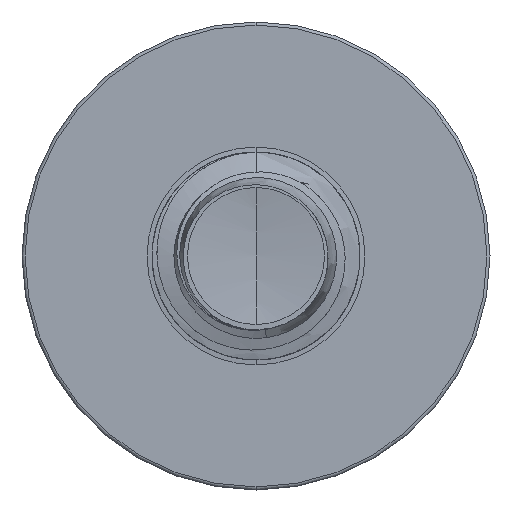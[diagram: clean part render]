
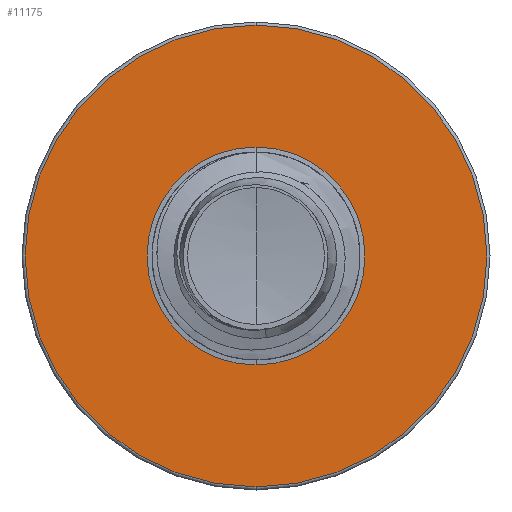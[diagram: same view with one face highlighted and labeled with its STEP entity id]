
A CAD part, front view. The second image highlights one B-rep face of the part: STEP entity #11175.
In plain terms, the highlighted planar face has unit normal (0, -1, 0).
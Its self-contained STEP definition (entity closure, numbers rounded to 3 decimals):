
#150 = CARTESIAN_POINT ( 'NONE',  ( 0., 27.5, 8.88 ) ) ;
#387 = AXIS2_PLACEMENT_3D ( 'NONE', #17337, #35482, #19948 ) ;
#2731 = ORIENTED_EDGE ( 'NONE', *, *, #24772, .F. ) ;
#2864 = ORIENTED_EDGE ( 'NONE', *, *, #30220, .F. ) ;
#3036 = ORIENTED_EDGE ( 'NONE', *, *, #30175, .T. ) ;
#3211 = ORIENTED_EDGE ( 'NONE', *, *, #21097, .T. ) ;
#4269 = CIRCLE ( 'NONE', #26763, 8.88 ) ;
#5116 = CARTESIAN_POINT ( 'NONE',  ( 0., 27.5, 0. ) ) ;
#5406 = VERTEX_POINT ( 'NONE', #14860 ) ;
#5503 = CARTESIAN_POINT ( 'NONE',  ( 0., 27.5, -4.192 ) ) ;
#5539 = CARTESIAN_POINT ( 'NONE',  ( 0., 27.5, -4.192 ) ) ;
#5953 = CIRCLE ( 'NONE', #387, 8.88 ) ;
#6148 = AXIS2_PLACEMENT_3D ( 'NONE', #5116, #24686, #8425 ) ;
#7682 = VERTEX_POINT ( 'NONE', #5503 ) ;
#8227 = CARTESIAN_POINT ( 'NONE',  ( 0., 27.5, 0. ) ) ;
#8425 = DIRECTION ( 'NONE',  ( 0., 0., 1. ) ) ;
#8799 = DIRECTION ( 'NONE',  ( 0., 0., 1. ) ) ;
#9151 = CARTESIAN_POINT ( 'NONE',  ( 0., 27.5, 4.192 ) ) ;
#10852 = FACE_BOUND ( 'NONE', #11832, .T. ) ;
#11175 = ADVANCED_FACE ( 'NONE', ( #25075, #10852 ), #14447, .F. ) ;
#11180 = DIRECTION ( 'NONE',  ( 0., 0., 1. ) ) ;
#11832 = EDGE_LOOP ( 'NONE', ( #3036, #3211 ) ) ;
#12674 = AXIS2_PLACEMENT_3D ( 'NONE', #5539, #25006, #8799 ) ;
#14447 = PLANE ( 'NONE',  #12674 ) ;
#14860 = CARTESIAN_POINT ( 'NONE',  ( 0., 27.5, -8.88 ) ) ;
#16825 = DIRECTION ( 'NONE',  ( 0., 1., 0. ) ) ;
#17337 = CARTESIAN_POINT ( 'NONE',  ( 0., 27.5, 0. ) ) ;
#17470 = VERTEX_POINT ( 'NONE', #150 ) ;
#18895 = VERTEX_POINT ( 'NONE', #9151 ) ;
#19948 = DIRECTION ( 'NONE',  ( 0., 0., 1. ) ) ;
#21097 = EDGE_CURVE ( 'NONE', #7682, #18895, #25084, .T. ) ;
#21159 = EDGE_LOOP ( 'NONE', ( #2731, #2864 ) ) ;
#24686 = DIRECTION ( 'NONE',  ( 0., 1., 0. ) ) ;
#24772 = EDGE_CURVE ( 'NONE', #17470, #5406, #5953, .T. ) ;
#25006 = DIRECTION ( 'NONE',  ( 0., 1., 0. ) ) ;
#25075 = FACE_OUTER_BOUND ( 'NONE', #21159, .T. ) ;
#25084 = CIRCLE ( 'NONE', #6148, 4.192 ) ;
#26763 = AXIS2_PLACEMENT_3D ( 'NONE', #32211, #16825, #34935 ) ;
#27108 = DIRECTION ( 'NONE',  ( 0., 1., 0. ) ) ;
#28442 = AXIS2_PLACEMENT_3D ( 'NONE', #8227, #27108, #11180 ) ;
#30175 = EDGE_CURVE ( 'NONE', #18895, #7682, #33429, .T. ) ;
#30220 = EDGE_CURVE ( 'NONE', #5406, #17470, #4269, .T. ) ;
#32211 = CARTESIAN_POINT ( 'NONE',  ( 0., 27.5, 0. ) ) ;
#33429 = CIRCLE ( 'NONE', #28442, 4.192 ) ;
#34935 = DIRECTION ( 'NONE',  ( 0., 0., 1. ) ) ;
#35482 = DIRECTION ( 'NONE',  ( 0., 1., 0. ) ) ;
